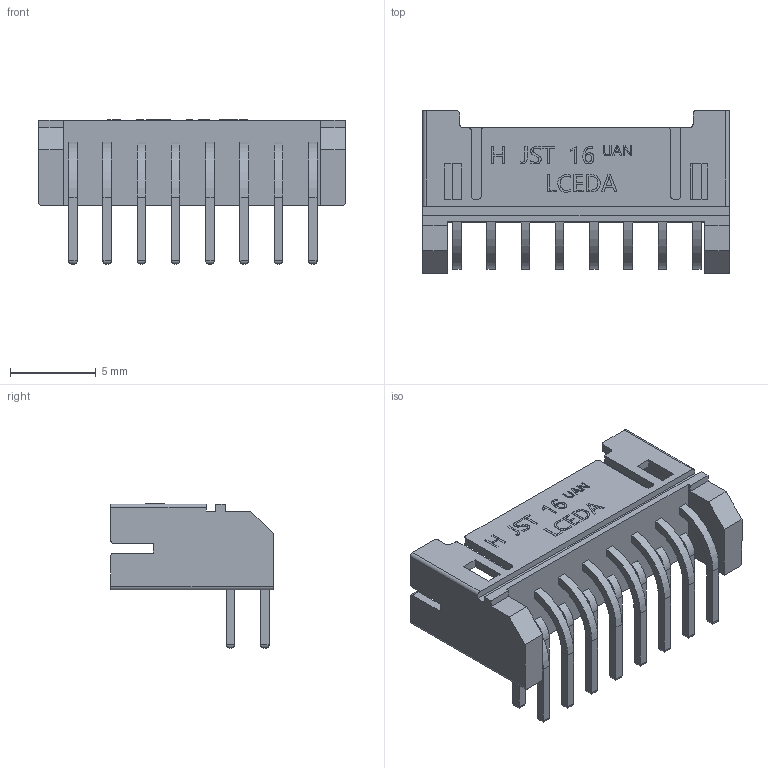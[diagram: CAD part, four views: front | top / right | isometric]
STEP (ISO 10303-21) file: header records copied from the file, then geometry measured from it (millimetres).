
FILE_DESCRIPTION (( 'STEP AP214' ), '1' );
FILE_NAME ('CONN-TH_S16B-PHDSS-LF-SN.step', '2022-08-02T19:06:29', ( '' ), ( '' ), 'SwSTEP 2.0', 'SolidWorks 2020', '' );
FILE_SCHEMA (( 'AUTOMOTIVE_DESIGN' ));
Length unit declared in the file: millimetre
Products named in the file (1): CONN-TH_S16B-PHDSS-LF-SN
Bounding box: 17.9 x 9.5 x 8.41 mm (x, y, z)
Volume: 230.3 mm3; surface area: 1076.7 mm2
Topology: 14 solids, 14 shells, 851 faces, 2127 edges, 1354 vertices
Faces by surface type: plane 508, cylinder 191, bspline 152
Entity records: 33667 total; most frequent: CARTESIAN_POINT 9093, ORIENTED_EDGE 4254, DIRECTION 3217, EDGE_CURVE 2127, VECTOR 1565, LINE 1565, VERTEX_POINT 1354, EDGE_LOOP 917
